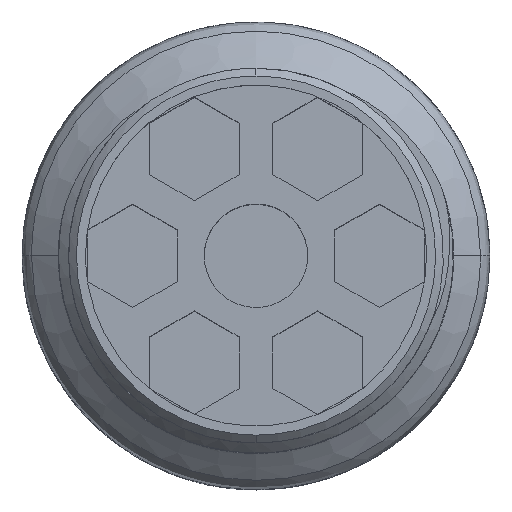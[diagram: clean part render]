
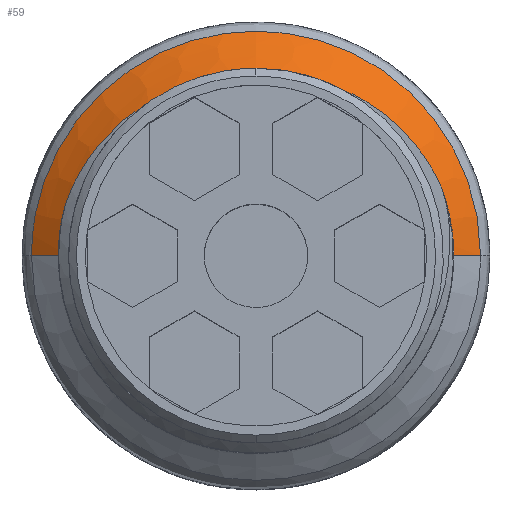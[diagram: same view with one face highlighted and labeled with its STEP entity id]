
A CAD part, top view. The second image highlights one B-rep face of the part: STEP entity #59.
In plain terms, the highlighted free-form (B-spline) face has degree [3, 2] with [4, 5] control points.
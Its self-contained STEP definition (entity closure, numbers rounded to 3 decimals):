
#59=ADVANCED_FACE('',(#485),#6442,.T.);
#485=FACE_OUTER_BOUND('',#911,.T.);
#911=EDGE_LOOP('',(#1389,#1390,#1391,#1392,#1393,#1394));
#1389=ORIENTED_EDGE('',*,*,#4534,.T.);
#1390=ORIENTED_EDGE('',*,*,#4535,.T.);
#1391=ORIENTED_EDGE('',*,*,#3621,.T.);
#1392=ORIENTED_EDGE('',*,*,#3497,.T.);
#1393=ORIENTED_EDGE('',*,*,#4527,.F.);
#1394=ORIENTED_EDGE('',*,*,#4530,.T.);
#3497=EDGE_CURVE('',#5614,#5616,#4554,.T.);
#3621=EDGE_CURVE('',#5697,#5614,#4565,.T.);
#4527=EDGE_CURVE('',#6277,#5616,#5163,.T.);
#4530=EDGE_CURVE('',#6277,#6278,#5166,.T.);
#4534=EDGE_CURVE('',#6278,#6279,#5170,.T.);
#4535=EDGE_CURVE('',#6279,#5697,#5171,.T.);
#4554=(
BOUNDED_CURVE()
B_SPLINE_CURVE(2,(#11842,#11843,#11844),.UNSPECIFIED.,.F.,.F.)
B_SPLINE_CURVE_WITH_KNOTS((3,3),(-90.624,-67.968),
 .UNSPECIFIED.)
CURVE()
GEOMETRIC_REPRESENTATION_ITEM()
RATIONAL_B_SPLINE_CURVE((1.,0.707,1.))
REPRESENTATION_ITEM('')
);
#4565=(
BOUNDED_CURVE()
B_SPLINE_CURVE(2,(#12239,#12240,#12241),.UNSPECIFIED.,.F.,.F.)
B_SPLINE_CURVE_WITH_KNOTS((3,3),(-8.971,0.),.UNSPECIFIED.)
CURVE()
GEOMETRIC_REPRESENTATION_ITEM()
RATIONAL_B_SPLINE_CURVE((1.,0.953,1.))
REPRESENTATION_ITEM('')
);
#5163=(
BOUNDED_CURVE()
B_SPLINE_CURVE(3,(#16197,#16198,#16199,#16200),.UNSPECIFIED.,.F.,.F.)
B_SPLINE_CURVE_WITH_KNOTS((4,4),(1.175,5.881),
 .UNSPECIFIED.)
CURVE()
GEOMETRIC_REPRESENTATION_ITEM()
RATIONAL_B_SPLINE_CURVE((1.,1.,1.,1.))
REPRESENTATION_ITEM('')
);
#5166=(
BOUNDED_CURVE()
B_SPLINE_CURVE(2,(#16209,#16210,#16211,#16212,#16213),.UNSPECIFIED.,.F.,
 .F.)
B_SPLINE_CURVE_WITH_KNOTS((3,2,3),(0.,25.133,50.265),
 .UNSPECIFIED.)
CURVE()
GEOMETRIC_REPRESENTATION_ITEM()
RATIONAL_B_SPLINE_CURVE((1.,0.707,1.,0.707,1.))
REPRESENTATION_ITEM('')
);
#5170=(
BOUNDED_CURVE()
B_SPLINE_CURVE(3,(#16227,#16228,#16229,#16230),.UNSPECIFIED.,.F.,.F.)
B_SPLINE_CURVE_WITH_KNOTS((4,4),(1.175,5.881),
 .UNSPECIFIED.)
CURVE()
GEOMETRIC_REPRESENTATION_ITEM()
RATIONAL_B_SPLINE_CURVE((1.,1.,1.,1.))
REPRESENTATION_ITEM('')
);
#5171=(
BOUNDED_CURVE()
B_SPLINE_CURVE(2,(#16231,#16232,#16233),.UNSPECIFIED.,.F.,.F.)
B_SPLINE_CURVE_WITH_KNOTS((3,3),(-22.656,-8.971),
 .UNSPECIFIED.)
CURVE()
GEOMETRIC_REPRESENTATION_ITEM()
RATIONAL_B_SPLINE_CURVE((1.,0.888,1.))
REPRESENTATION_ITEM('')
);
#5614=VERTEX_POINT('',#11103);
#5616=VERTEX_POINT('',#11105);
#5697=VERTEX_POINT('',#11186);
#6277=VERTEX_POINT('',#11766);
#6278=VERTEX_POINT('',#11767);
#6279=VERTEX_POINT('',#11768);
#6442=(
BOUNDED_SURFACE()
B_SPLINE_SURFACE(3,2,((#9597,#9598,#9599,#9600,#9601),(#9602,#9603,#9604,
#9605,#9606),(#9607,#9608,#9609,#9610,#9611),(#9612,#9613,#9614,#9615,#9616)),
 .UNSPECIFIED.,.F.,.F.,.F.)
B_SPLINE_SURFACE_WITH_KNOTS((4,4),(3,2,3),(0.,5.881),(72.,108.,
144.),.UNSPECIFIED.)
GEOMETRIC_REPRESENTATION_ITEM()
RATIONAL_B_SPLINE_SURFACE(((1.,0.707,1.,0.707,1.),
(1.,0.707,1.,0.707,1.),(1.,0.707,1.,
0.707,1.),(1.,0.707,1.,0.707,1.)))
REPRESENTATION_ITEM('')
SURFACE()
);
#9597=CARTESIAN_POINT('',(131.79,0.042,194.));
#9598=CARTESIAN_POINT('',(131.79,18.042,194.));
#9599=CARTESIAN_POINT('',(149.79,18.042,194.));
#9600=CARTESIAN_POINT('',(167.79,18.042,194.));
#9601=CARTESIAN_POINT('',(167.79,0.042,194.));
#9602=CARTESIAN_POINT('',(132.982,0.042,195.));
#9603=CARTESIAN_POINT('',(132.982,16.85,195.));
#9604=CARTESIAN_POINT('',(149.79,16.85,195.));
#9605=CARTESIAN_POINT('',(166.598,16.85,195.));
#9606=CARTESIAN_POINT('',(166.598,0.042,195.));
#9607=CARTESIAN_POINT('',(134.174,0.042,196.));
#9608=CARTESIAN_POINT('',(134.174,15.658,196.));
#9609=CARTESIAN_POINT('',(149.79,15.658,196.));
#9610=CARTESIAN_POINT('',(165.405,15.658,196.));
#9611=CARTESIAN_POINT('',(165.405,0.042,196.));
#9612=CARTESIAN_POINT('',(135.367,0.042,197.));
#9613=CARTESIAN_POINT('',(135.367,14.465,197.));
#9614=CARTESIAN_POINT('',(149.79,14.465,197.));
#9615=CARTESIAN_POINT('',(164.213,14.465,197.));
#9616=CARTESIAN_POINT('',(164.213,0.042,197.));
#11103=CARTESIAN_POINT('',(149.79,14.465,197.));
#11105=CARTESIAN_POINT('',(164.213,0.042,197.));
#11186=CARTESIAN_POINT('',(141.486,11.835,197.));
#11766=CARTESIAN_POINT('',(167.075,0.042,194.599));
#11767=CARTESIAN_POINT('',(132.505,0.042,194.599));
#11768=CARTESIAN_POINT('',(135.367,0.042,197.));
#11842=CARTESIAN_POINT('',(149.79,14.465,197.));
#11843=CARTESIAN_POINT('',(164.213,14.465,197.));
#11844=CARTESIAN_POINT('',(164.213,0.042,197.));
#12239=CARTESIAN_POINT('',(141.486,11.835,197.));
#12240=CARTESIAN_POINT('',(145.222,14.465,197.));
#12241=CARTESIAN_POINT('',(149.79,14.465,197.));
#16197=CARTESIAN_POINT('',(167.075,0.042,194.599));
#16198=CARTESIAN_POINT('',(166.121,0.042,195.4));
#16199=CARTESIAN_POINT('',(165.167,0.042,196.2));
#16200=CARTESIAN_POINT('',(164.213,0.042,197.));
#16209=CARTESIAN_POINT('',(167.075,0.042,194.599));
#16210=CARTESIAN_POINT('',(167.075,17.327,194.599));
#16211=CARTESIAN_POINT('',(149.79,17.327,194.599));
#16212=CARTESIAN_POINT('',(132.505,17.327,194.599));
#16213=CARTESIAN_POINT('',(132.505,0.042,194.599));
#16227=CARTESIAN_POINT('',(132.505,0.042,194.599));
#16228=CARTESIAN_POINT('',(133.459,0.042,195.4));
#16229=CARTESIAN_POINT('',(134.413,0.042,196.2));
#16230=CARTESIAN_POINT('',(135.367,0.042,197.));
#16231=CARTESIAN_POINT('',(135.367,0.042,197.));
#16232=CARTESIAN_POINT('',(135.367,7.527,197.));
#16233=CARTESIAN_POINT('',(141.486,11.835,197.));
